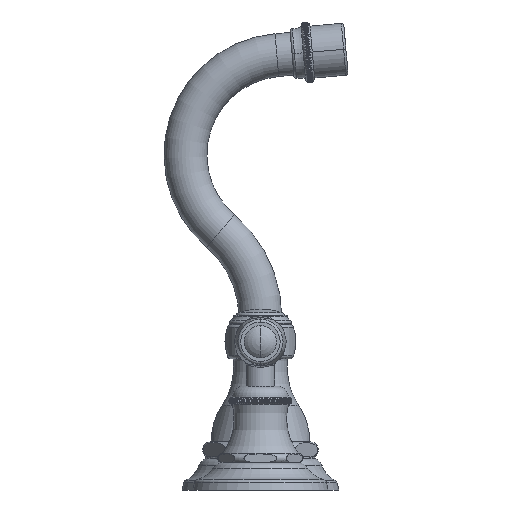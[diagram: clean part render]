
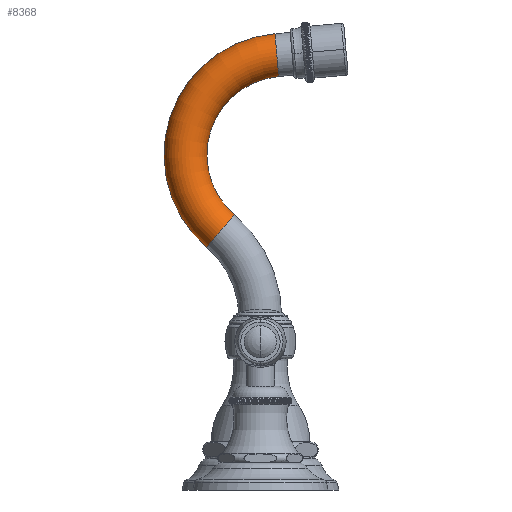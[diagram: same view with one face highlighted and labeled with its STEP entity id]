
A CAD part, left-side view. The second image highlights one B-rep face of the part: STEP entity #8368.
In plain terms, the highlighted toroidal (fillet/blend) face has major radius 44.45 mm and minor radius 9.525 mm.
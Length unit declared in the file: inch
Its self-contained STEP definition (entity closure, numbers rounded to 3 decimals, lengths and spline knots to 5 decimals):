
#3771=CARTESIAN_POINT('',(0.,-0.28748,7.59895));
#3772=DIRECTION('',(0.,-0.996,0.087));
#3773=DIRECTION('',(0.,0.087,0.996));
#3774=AXIS2_PLACEMENT_3D('',#3771,#3772,#3773);
#3817=CARTESIAN_POINT('',(0.,-0.44,5.85561));
#3818=DIRECTION('',(1.,0.,0.));
#3819=DIRECTION('',(0.,0.651,-0.759));
#3820=AXIS2_PLACEMENT_3D('',#3817,#3818,#3819);
#5339=CARTESIAN_POINT('',(0.,0.69867,4.52673));
#5340=DIRECTION('',(0.,0.759,0.651));
#5341=DIRECTION('',(0.,0.651,-0.759));
#5342=AXIS2_PLACEMENT_3D('',#5339,#5340,#5341);
#5347=CARTESIAN_POINT('',(0.,-0.44,5.85561));
#5348=DIRECTION('',(1.,0.,0.));
#5349=DIRECTION('',(0.,0.651,-0.759));
#5350=AXIS2_PLACEMENT_3D('',#5347,#5348,#5349);
#5945=CARTESIAN_POINT('',(0.,0.94267,4.24197));
#5946=CARTESIAN_POINT('',(0.,0.45467,4.81149));
#5947=VERTEX_POINT('',#5945);
#5948=VERTEX_POINT('',#5946);
#5949=CARTESIAN_POINT('',(0.,-0.25479,7.97253));
#5950=CARTESIAN_POINT('',(0.,-0.32016,7.22538));
#5951=VERTEX_POINT('',#5949);
#5952=VERTEX_POINT('',#5950);
#8357=CARTESIAN_POINT('',(0.,-0.44,5.85561));
#8358=DIRECTION('',(1.,0.,0.));
#8359=DIRECTION('',(0.,-0.651,0.759));
#8360=AXIS2_PLACEMENT_3D('',#8357,#8358,#8359);
#8361=TOROIDAL_SURFACE('',#8360,1.75,0.375);
#8362=ORIENTED_EDGE('',*,*,#8351,.F.);
#8363=ORIENTED_EDGE('',*,*,#6792,.T.);
#8364=ORIENTED_EDGE('',*,*,#6762,.T.);
#8365=ORIENTED_EDGE('',*,*,#6789,.F.);
#8366=EDGE_LOOP('',(#8362,#8363,#8364,#8365));
#8367=FACE_OUTER_BOUND('',#8366,.F.);
#3775=CIRCLE('',#3774,0.375);
#3821=CIRCLE('',#3820,1.375);
#5343=CIRCLE('',#5342,0.375);
#5351=CIRCLE('',#5350,2.125);
#6762=EDGE_CURVE('',#5951,#5952,#3775,.T.);
#6789=EDGE_CURVE('',#5948,#5952,#3821,.T.);
#6792=EDGE_CURVE('',#5947,#5951,#5351,.T.);
#8351=EDGE_CURVE('',#5947,#5948,#5343,.T.);
#8368=ADVANCED_FACE('',(#8367),#8361,.T.);
